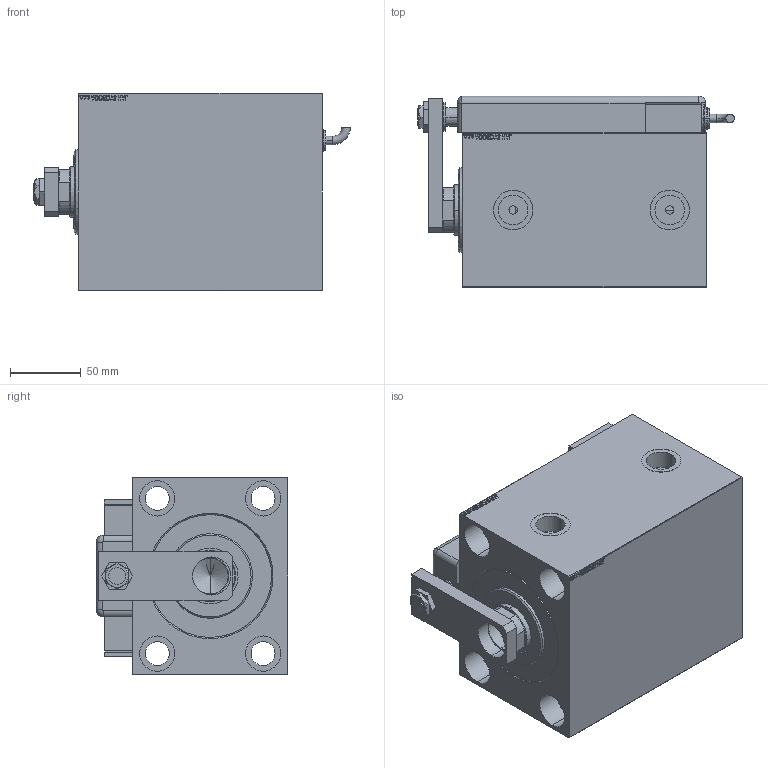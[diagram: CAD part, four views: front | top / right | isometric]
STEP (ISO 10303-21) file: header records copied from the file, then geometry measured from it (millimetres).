
FILE_DESCRIPTION (( 'STEP AP203' ), '1' );
FILE_NAME ('1da2.STEP', '2021-03-18T20:01:52', ( '' ), ( '' ), 'SwSTEP 2.0', 'SolidWorks 2019', '' );
FILE_SCHEMA (( 'CONFIG_CONTROL_DESIGN' ));
Length unit declared in the file: millimetre
Products named in the file (13): NUT_D13 7df4a558aaf9d52d4db6b6cc7b6ffadd; SWITCH DIM A_G 7df4a558aaf9d52d4db6b6cc7b6ffadd; SWITCH_Q_FRONT_BACK 7df4a558aaf9d52d4db6b6cc7b6ffadd; TYC 7df4a558aaf9d52d4db6b6cc7b6ffadd; KRYT 7df4a558aaf9d52d4db6b6cc7b6ffadd; ZARAZKA_Q 7df4a558aaf9d52d4db6b6cc7b6ffadd; NUT_D19 7df4a558aaf9d52d4db6b6cc7b6ffadd; V450CM_C_VCP 7df4a558aaf9d52d4db6b6cc7b6ffadd; MAGNETIC SWITCH Q 7df4a558aaf9d52d4db6b6cc7b6ffadd; V450CM_VC_B 7df4a558aaf9d52d4db6b6cc7b6ffadd; SWITCH Q 7df4a558aaf9d52d4db6b6cc7b6ffadd; 1da2; V450CM_C 7df4a558aaf9d52d4db6b6cc7b6ffadd
Assembly tree (13 placements, depth 3):
  1da2
    V450CM_C 7df4a558aaf9d52d4db6b6cc7b6ffadd
    V450CM_C_VCP 7df4a558aaf9d52d4db6b6cc7b6ffadd
    V450CM_VC_B 7df4a558aaf9d52d4db6b6cc7b6ffadd
    MAGNETIC SWITCH Q 7df4a558aaf9d52d4db6b6cc7b6ffadd
      SWITCH_Q_FRONT_BACK 7df4a558aaf9d52d4db6b6cc7b6ffadd
      TYC 7df4a558aaf9d52d4db6b6cc7b6ffadd
      ZARAZKA_Q 7df4a558aaf9d52d4db6b6cc7b6ffadd
      SWITCH DIM A_G 7df4a558aaf9d52d4db6b6cc7b6ffadd
      NUT_D19 7df4a558aaf9d52d4db6b6cc7b6ffadd
      NUT_D13 7df4a558aaf9d52d4db6b6cc7b6ffadd
      KRYT 7df4a558aaf9d52d4db6b6cc7b6ffadd
      SWITCH Q 7df4a558aaf9d52d4db6b6cc7b6ffadd  x2
Bounding box: 224.46 x 135.8 x 140 mm (x, y, z)
Volume: 2328289.4 mm3; surface area: 332695.3 mm2
Topology: 13 solids, 13 shells, 1249 faces, 3171 edges, 2093 vertices
Faces by surface type: plane 615, bspline 471, cylinder 117, cone 22, torus 22, sphere 2
Entity records: 59884 total; most frequent: CARTESIAN_POINT 32221, ORIENTED_EDGE 6146, DIRECTION 3887, EDGE_CURVE 3073, VERTEX_POINT 2033, LINE 1829, VECTOR 1829, EDGE_LOOP 1382
